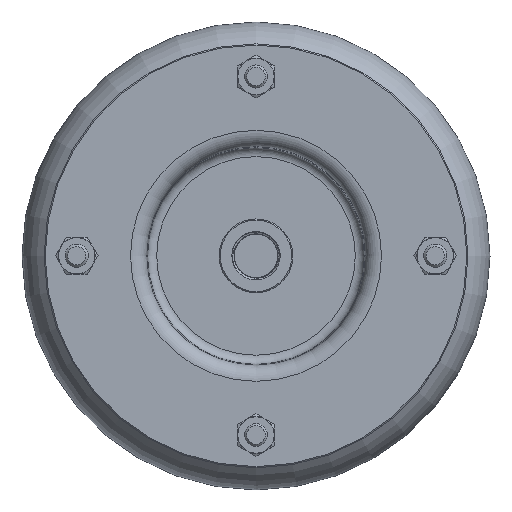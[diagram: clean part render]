
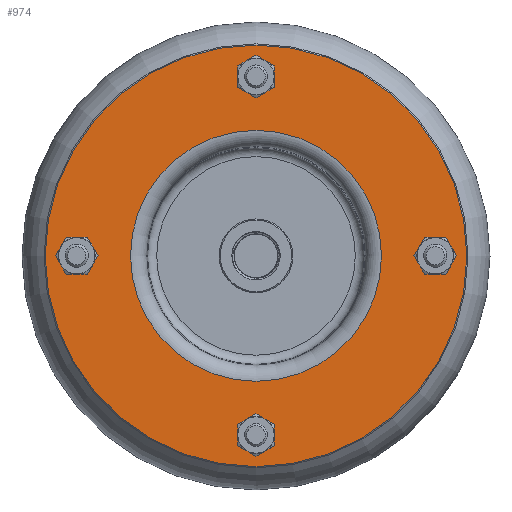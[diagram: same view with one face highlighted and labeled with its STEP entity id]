
A CAD part, top view. The second image highlights one B-rep face of the part: STEP entity #974.
In plain terms, the highlighted planar face has unit normal (0, 0, 1).
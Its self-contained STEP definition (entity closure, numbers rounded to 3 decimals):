
#842=PLANE('',#4644);
#974=ADVANCED_FACE('',(#1487,#1488,#1489,#1490,#1491,#1492),#842,.T.);
#1487=FACE_BOUND('',#1849,.T.);
#1488=FACE_BOUND('',#1850,.T.);
#1489=FACE_BOUND('',#1851,.T.);
#1490=FACE_BOUND('',#1852,.T.);
#1491=FACE_BOUND('',#1853,.T.);
#1492=FACE_BOUND('',#1854,.T.);
#1849=EDGE_LOOP('',(#2379));
#1850=EDGE_LOOP('',(#2380));
#1851=EDGE_LOOP('',(#2381));
#1852=EDGE_LOOP('',(#2382));
#1853=EDGE_LOOP('',(#2383));
#1854=EDGE_LOOP('',(#2384));
#2379=ORIENTED_EDGE('',*,*,#3796,.T.);
#2380=ORIENTED_EDGE('',*,*,#3797,.F.);
#2381=ORIENTED_EDGE('',*,*,#3798,.F.);
#2382=ORIENTED_EDGE('',*,*,#3799,.F.);
#2383=ORIENTED_EDGE('',*,*,#3800,.F.);
#2384=ORIENTED_EDGE('',*,*,#3801,.F.);
#3415=VERTEX_POINT('',#6584);
#3416=VERTEX_POINT('',#6586);
#3417=VERTEX_POINT('',#6588);
#3418=VERTEX_POINT('',#6590);
#3419=VERTEX_POINT('',#6592);
#3420=VERTEX_POINT('',#6594);
#3796=EDGE_CURVE('',#3415,#3415,#4327,.T.);
#3797=EDGE_CURVE('',#3416,#3416,#4328,.T.);
#3798=EDGE_CURVE('',#3417,#3417,#4329,.T.);
#3799=EDGE_CURVE('',#3418,#3418,#4330,.T.);
#3800=EDGE_CURVE('',#3419,#3419,#4331,.T.);
#3801=EDGE_CURVE('',#3420,#3420,#4332,.T.);
#4327=CIRCLE('',#4638,91.5);
#4328=CIRCLE('',#4639,5.75);
#4329=CIRCLE('',#4640,5.75);
#4330=CIRCLE('',#4641,5.75);
#4331=CIRCLE('',#4642,5.75);
#4332=CIRCLE('',#4643,54.47);
#4638=AXIS2_PLACEMENT_3D('',#6583,#5317,#5318);
#4639=AXIS2_PLACEMENT_3D('',#6585,#5319,#5320);
#4640=AXIS2_PLACEMENT_3D('',#6587,#5321,#5322);
#4641=AXIS2_PLACEMENT_3D('',#6589,#5323,#5324);
#4642=AXIS2_PLACEMENT_3D('',#6591,#5325,#5326);
#4643=AXIS2_PLACEMENT_3D('',#6593,#5327,#5328);
#4644=AXIS2_PLACEMENT_3D('',#6595,#5329,#5330);
#5317=DIRECTION('',(0.,0.,1.));
#5318=DIRECTION('',(1.,0.,0.));
#5319=DIRECTION('',(0.,0.,1.));
#5320=DIRECTION('',(1.,0.,0.));
#5321=DIRECTION('',(0.,0.,1.));
#5322=DIRECTION('',(1.,0.,0.));
#5323=DIRECTION('',(0.,0.,1.));
#5324=DIRECTION('',(1.,0.,0.));
#5325=DIRECTION('',(0.,0.,1.));
#5326=DIRECTION('',(1.,0.,0.));
#5327=DIRECTION('',(0.,0.,1.));
#5328=DIRECTION('',(1.,0.,0.));
#5329=DIRECTION('',(0.,0.,1.));
#5330=DIRECTION('',(1.,0.,0.));
#6583=CARTESIAN_POINT('',(0.,0.,79.2));
#6584=CARTESIAN_POINT('',(91.5,0.,79.2));
#6585=CARTESIAN_POINT('',(0.,-77.8,79.2));
#6586=CARTESIAN_POINT('',(5.75,-77.8,79.2));
#6587=CARTESIAN_POINT('',(-77.8,0.,79.2));
#6588=CARTESIAN_POINT('',(-72.05,0.,79.2));
#6589=CARTESIAN_POINT('',(0.,77.8,79.2));
#6590=CARTESIAN_POINT('',(5.75,77.8,79.2));
#6591=CARTESIAN_POINT('',(77.8,0.,79.2));
#6592=CARTESIAN_POINT('',(83.55,0.,79.2));
#6593=CARTESIAN_POINT('',(0.,0.,79.2));
#6594=CARTESIAN_POINT('',(54.47,0.,79.2));
#6595=CARTESIAN_POINT('',(54.47,0.,79.2));
